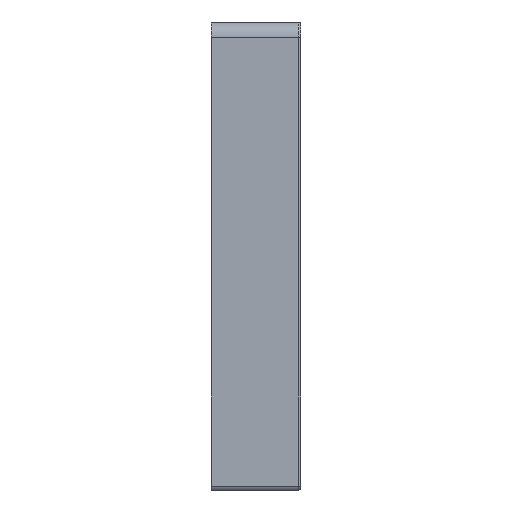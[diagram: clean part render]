
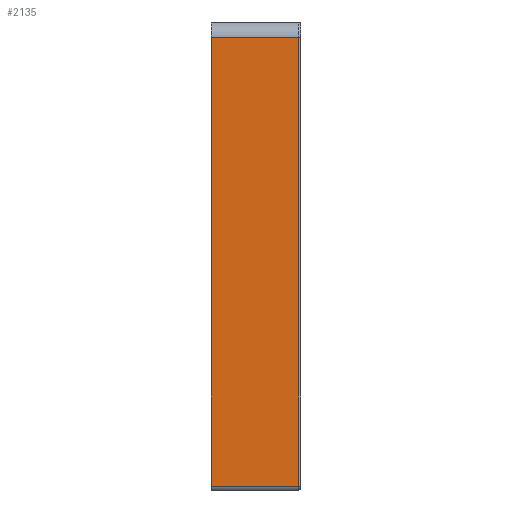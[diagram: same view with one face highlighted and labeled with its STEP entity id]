
A CAD part, left-side view. The second image highlights one B-rep face of the part: STEP entity #2135.
In plain terms, the highlighted planar face has unit normal (-1, 0, 0).
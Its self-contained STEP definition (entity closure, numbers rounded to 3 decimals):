
#203=DIRECTION('',(0.,0.,-1.));
#204=VECTOR('',#203,115.);
#205=CARTESIAN_POINT('',(-200.,0.5,56.));
#206=LINE('',#205,#204);
#207=DIRECTION('',(0.,-1.,0.));
#208=VECTOR('',#207,22.5);
#209=CARTESIAN_POINT('',(-200.,23.,-59.));
#210=LINE('',#209,#208);
#211=DIRECTION('',(0.,-1.,0.));
#212=VECTOR('',#211,22.5);
#213=CARTESIAN_POINT('',(-200.,23.,56.));
#214=LINE('',#213,#212);
#292=DIRECTION('',(0.,0.,1.));
#293=VECTOR('',#292,115.);
#294=CARTESIAN_POINT('',(-200.,23.,-59.));
#295=LINE('',#294,#293);
#1514=CARTESIAN_POINT('',(-200.,23.,-59.));
#1516=VERTEX_POINT('',#1514);
#1517=CARTESIAN_POINT('',(-200.,23.,56.));
#1519=VERTEX_POINT('',#1517);
#1529=CARTESIAN_POINT('',(-200.,0.5,-59.));
#1531=VERTEX_POINT('',#1529);
#1555=CARTESIAN_POINT('',(-200.,0.5,56.));
#1556=VERTEX_POINT('',#1555);
#2121=CARTESIAN_POINT('',(-200.,0.,-60.));
#2122=DIRECTION('',(-1.,0.,0.));
#2123=DIRECTION('',(0.,0.,1.));
#2124=AXIS2_PLACEMENT_3D('',#2121,#2122,#2123);
#2125=PLANE('',#2124);
#2126=ORIENTED_EDGE('',*,*,#2115,.T.);
#2128=ORIENTED_EDGE('',*,*,#2127,.F.);
#2130=ORIENTED_EDGE('',*,*,#2129,.T.);
#2132=ORIENTED_EDGE('',*,*,#2131,.T.);
#2133=EDGE_LOOP('',(#2126,#2128,#2130,#2132));
#2134=FACE_OUTER_BOUND('',#2133,.F.);
#2135=ADVANCED_FACE('',(#2134),#2125,.T.);
#2115=EDGE_CURVE('',#1556,#1531,#206,.T.);
#2127=EDGE_CURVE('',#1516,#1531,#210,.T.);
#2129=EDGE_CURVE('',#1516,#1519,#295,.T.);
#2131=EDGE_CURVE('',#1519,#1556,#214,.T.);
